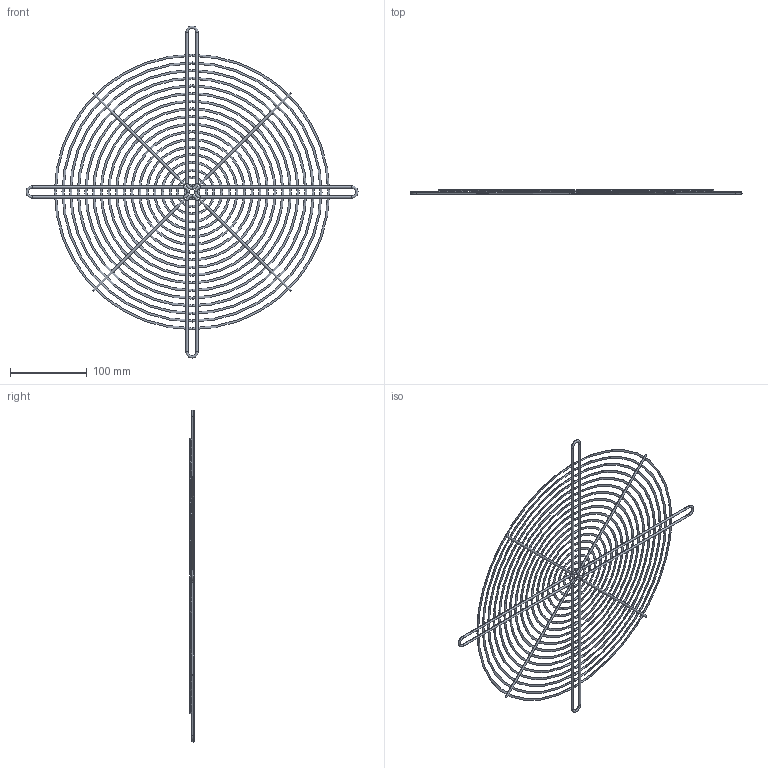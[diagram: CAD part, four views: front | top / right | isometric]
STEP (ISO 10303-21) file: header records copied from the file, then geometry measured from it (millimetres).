
FILE_DESCRIPTION (( 'STEP AP203' ), '1' );
FILE_NAME ('5RE9036_CCr 35.STEP', '2022-02-21T11:23:02', ( '' ), ( '' ), 'SwSTEP 2.0', 'SolidWorks 2018', '' );
FILE_SCHEMA (( 'CONFIG_CONTROL_DESIGN' ));
Length unit declared in the file: millimetre
Products named in the file (1): 5RE9036_CCr 35
Bounding box: 434 x 5.69 x 434 mm (x, y, z)
Volume: 77777.7 mm3; surface area: 112705.8 mm2
Topology: 1 solids, 1 shells, 128 faces, 688 edges, 560 vertices
Faces by surface type: torus 96, cylinder 24, plane 8
Entity records: 11153 total; most frequent: CARTESIAN_POINT 5269, ORIENTED_EDGE 1376, DIRECTION 746, EDGE_CURVE 688, VERTEX_POINT 560, EDGE_LOOP 552, B_SPLINE_CURVE_WITH_KNOTS 432, FACE_BOUND 424
